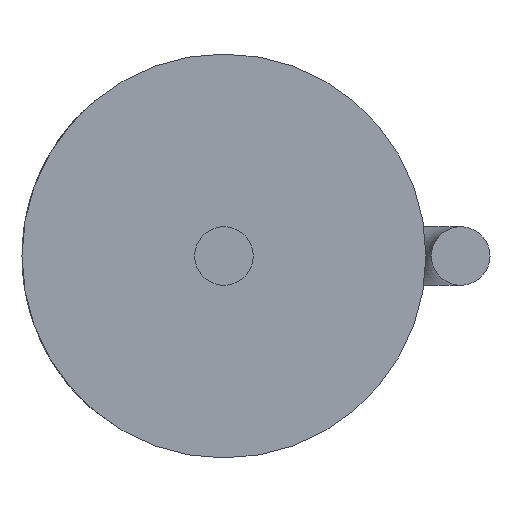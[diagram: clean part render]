
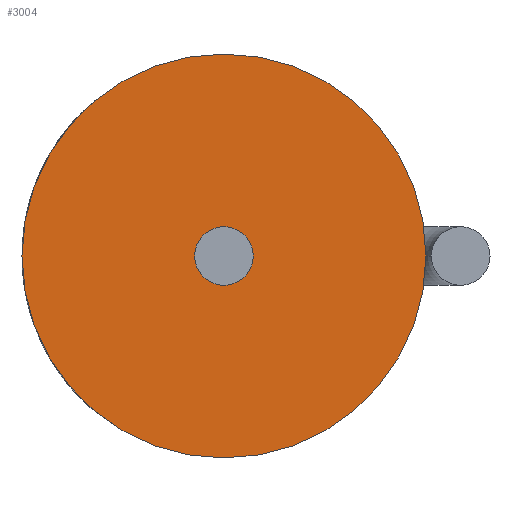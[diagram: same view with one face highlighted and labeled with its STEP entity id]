
A CAD part, front view. The second image highlights one B-rep face of the part: STEP entity #3004.
In plain terms, the highlighted planar face has unit normal (0, -1, 0).
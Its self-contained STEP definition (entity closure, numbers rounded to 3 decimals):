
#64 = VERTEX_POINT ( 'NONE', #3972 ) ;
#75 = CARTESIAN_POINT ( 'NONE',  ( 0., 2., 0. ) ) ;
#121 = EDGE_CURVE ( 'NONE', #1470, #2905, #3718, .T. ) ;
#302 = CARTESIAN_POINT ( 'NONE',  ( 0., 2., 4.55 ) ) ;
#382 = CARTESIAN_POINT ( 'NONE',  ( 0., 2., 0. ) ) ;
#438 = ORIENTED_EDGE ( 'NONE', *, *, #2940, .F. ) ;
#468 = CARTESIAN_POINT ( 'NONE',  ( 0., 2., -4.55 ) ) ;
#568 = CARTESIAN_POINT ( 'NONE',  ( 0., 2., 0. ) ) ;
#700 = CARTESIAN_POINT ( 'NONE',  ( 0., 2., 0. ) ) ;
#728 = DIRECTION ( 'NONE',  ( 0., 1., 0. ) ) ;
#775 = CIRCLE ( 'NONE', #4565, 0.66 ) ;
#1097 = EDGE_CURVE ( 'NONE', #2905, #1470, #3324, .T. ) ;
#1167 = DIRECTION ( 'NONE',  ( 0., -1., 0. ) ) ;
#1263 = FACE_OUTER_BOUND ( 'NONE', #1657, .T. ) ;
#1352 = CIRCLE ( 'NONE', #2823, 0.66 ) ;
#1411 = AXIS2_PLACEMENT_3D ( 'NONE', #75, #3272, #4389 ) ;
#1470 = VERTEX_POINT ( 'NONE', #468 ) ;
#1657 = EDGE_LOOP ( 'NONE', ( #2234, #4425 ) ) ;
#1713 = DIRECTION ( 'NONE',  ( 0., 0., 1. ) ) ;
#1728 = VERTEX_POINT ( 'NONE', #4009 ) ;
#1904 = DIRECTION ( 'NONE',  ( 0., 0., 1. ) ) ;
#1966 = DIRECTION ( 'NONE',  ( 0., 0., 1. ) ) ;
#2051 = DIRECTION ( 'NONE',  ( 0., 0., 1. ) ) ;
#2234 = ORIENTED_EDGE ( 'NONE', *, *, #121, .F. ) ;
#2823 = AXIS2_PLACEMENT_3D ( 'NONE', #382, #2834, #1966 ) ;
#2834 = DIRECTION ( 'NONE',  ( 0., -1., 0. ) ) ;
#2886 = FACE_BOUND ( 'NONE', #5079, .T. ) ;
#2905 = VERTEX_POINT ( 'NONE', #302 ) ;
#2940 = EDGE_CURVE ( 'NONE', #64, #1728, #1352, .T. ) ;
#2955 = DIRECTION ( 'NONE',  ( 0., 1., 0. ) ) ;
#3004 = ADVANCED_FACE ( 'NONE', ( #2886, #1263 ), #4971, .F. ) ;
#3272 = DIRECTION ( 'NONE',  ( 0., 1., 0. ) ) ;
#3324 = CIRCLE ( 'NONE', #3991, 4.55 ) ;
#3474 = CARTESIAN_POINT ( 'NONE',  ( 0., 2., 0. ) ) ;
#3718 = CIRCLE ( 'NONE', #1411, 4.55 ) ;
#3725 = ORIENTED_EDGE ( 'NONE', *, *, #3960, .F. ) ;
#3960 = EDGE_CURVE ( 'NONE', #1728, #64, #775, .T. ) ;
#3972 = CARTESIAN_POINT ( 'NONE',  ( 0.66, 2., 0. ) ) ;
#3991 = AXIS2_PLACEMENT_3D ( 'NONE', #3474, #728, #1904 ) ;
#4009 = CARTESIAN_POINT ( 'NONE',  ( -0.66, 2., 0. ) ) ;
#4389 = DIRECTION ( 'NONE',  ( 0., 0., 1. ) ) ;
#4425 = ORIENTED_EDGE ( 'NONE', *, *, #1097, .F. ) ;
#4491 = AXIS2_PLACEMENT_3D ( 'NONE', #568, #2955, #1713 ) ;
#4565 = AXIS2_PLACEMENT_3D ( 'NONE', #700, #1167, #2051 ) ;
#4971 = PLANE ( 'NONE',  #4491 ) ;
#5079 = EDGE_LOOP ( 'NONE', ( #438, #3725 ) ) ;
